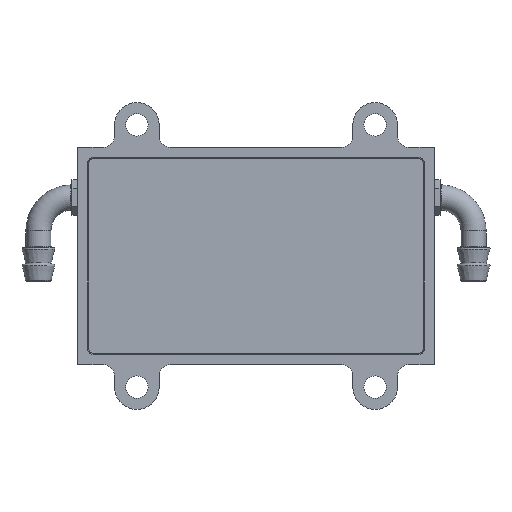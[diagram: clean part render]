
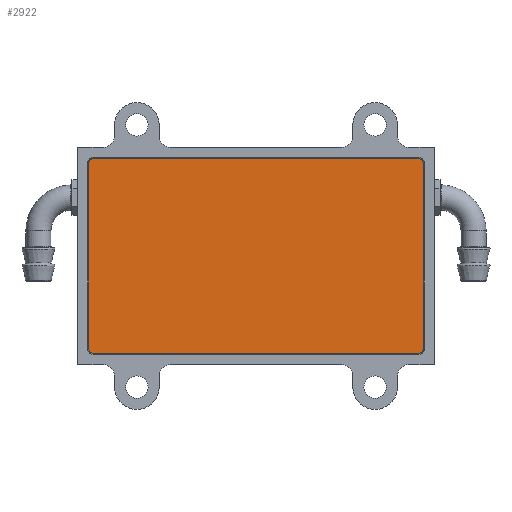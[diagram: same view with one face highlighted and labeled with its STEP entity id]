
A CAD part, top view. The second image highlights one B-rep face of the part: STEP entity #2922.
In plain terms, the highlighted planar face has unit normal (0, 0, 1).
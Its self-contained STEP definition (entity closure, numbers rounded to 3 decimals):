
#294=CIRCLE('',#3249,2.);
#296=CIRCLE('',#3253,2.);
#298=CIRCLE('',#3257,2.);
#300=CIRCLE('',#3261,2.);
#479=FACE_OUTER_BOUND('',#672,.T.);
#672=EDGE_LOOP('',(#2594,#2595,#2596,#2597,#2598,#2599,#2600,#2601));
#886=LINE('',#5471,#1118);
#890=LINE('',#5483,#1122);
#894=LINE('',#5495,#1126);
#898=LINE('',#5506,#1130);
#1118=VECTOR('',#4069,10.);
#1122=VECTOR('',#4081,10.);
#1126=VECTOR('',#4093,10.);
#1130=VECTOR('',#4105,10.);
#1393=VERTEX_POINT('',#5461);
#1394=VERTEX_POINT('',#5462);
#1397=VERTEX_POINT('',#5470);
#1399=VERTEX_POINT('',#5476);
#1401=VERTEX_POINT('',#5482);
#1403=VERTEX_POINT('',#5488);
#1405=VERTEX_POINT('',#5494);
#1407=VERTEX_POINT('',#5500);
#1792=EDGE_CURVE('',#1393,#1394,#294,.T.);
#1796=EDGE_CURVE('',#1394,#1397,#886,.T.);
#1799=EDGE_CURVE('',#1397,#1399,#296,.T.);
#1802=EDGE_CURVE('',#1399,#1401,#890,.T.);
#1805=EDGE_CURVE('',#1401,#1403,#298,.T.);
#1808=EDGE_CURVE('',#1403,#1405,#894,.T.);
#1811=EDGE_CURVE('',#1405,#1407,#300,.T.);
#1814=EDGE_CURVE('',#1407,#1393,#898,.T.);
#2594=ORIENTED_EDGE('',*,*,#1805,.F.);
#2595=ORIENTED_EDGE('',*,*,#1802,.F.);
#2596=ORIENTED_EDGE('',*,*,#1799,.F.);
#2597=ORIENTED_EDGE('',*,*,#1796,.F.);
#2598=ORIENTED_EDGE('',*,*,#1792,.F.);
#2599=ORIENTED_EDGE('',*,*,#1814,.F.);
#2600=ORIENTED_EDGE('',*,*,#1811,.F.);
#2601=ORIENTED_EDGE('',*,*,#1808,.F.);
#2767=PLANE('',#3265);
#2922=ADVANCED_FACE('',(#479),#2767,.T.);
#3249=AXIS2_PLACEMENT_3D('',#5463,#4061,#4062);
#3253=AXIS2_PLACEMENT_3D('',#5477,#4074,#4075);
#3257=AXIS2_PLACEMENT_3D('',#5489,#4086,#4087);
#3261=AXIS2_PLACEMENT_3D('',#5501,#4098,#4099);
#3265=AXIS2_PLACEMENT_3D('',#5509,#4109,#4110);
#4061=DIRECTION('center_axis',(0.,0.,-1.));
#4062=DIRECTION('ref_axis',(0.,-1.,0.));
#4069=DIRECTION('',(-1.,0.,0.));
#4074=DIRECTION('center_axis',(0.,0.,-1.));
#4075=DIRECTION('ref_axis',(-1.,0.,0.));
#4081=DIRECTION('',(0.,1.,0.));
#4086=DIRECTION('center_axis',(0.,0.,-1.));
#4087=DIRECTION('ref_axis',(0.,1.,0.));
#4093=DIRECTION('',(1.,0.,0.));
#4098=DIRECTION('center_axis',(0.,0.,-1.));
#4099=DIRECTION('ref_axis',(1.,0.,0.));
#4105=DIRECTION('',(0.,-1.,0.));
#4109=DIRECTION('center_axis',(0.,0.,1.));
#4110=DIRECTION('ref_axis',(1.,0.,0.));
#5461=CARTESIAN_POINT('',(60.,-58.,12.5));
#5462=CARTESIAN_POINT('',(58.,-60.,12.5));
#5463=CARTESIAN_POINT('Origin',(58.,-58.,12.5));
#5470=CARTESIAN_POINT('',(-58.,-60.,12.5));
#5471=CARTESIAN_POINT('',(-29.,-60.,12.5));
#5476=CARTESIAN_POINT('',(-60.,-58.,12.5));
#5477=CARTESIAN_POINT('Origin',(-58.,-58.,12.5));
#5482=CARTESIAN_POINT('',(-60.,8.,12.5));
#5483=CARTESIAN_POINT('',(-60.,-8.5,12.5));
#5488=CARTESIAN_POINT('',(-58.,10.,12.5));
#5489=CARTESIAN_POINT('Origin',(-58.,8.,12.5));
#5494=CARTESIAN_POINT('',(58.,10.,12.5));
#5495=CARTESIAN_POINT('',(29.,10.,12.5));
#5500=CARTESIAN_POINT('',(60.,8.,12.5));
#5501=CARTESIAN_POINT('Origin',(58.,8.,12.5));
#5506=CARTESIAN_POINT('',(60.,-41.5,12.5));
#5509=CARTESIAN_POINT('Origin',(0.,-25.,12.5));
